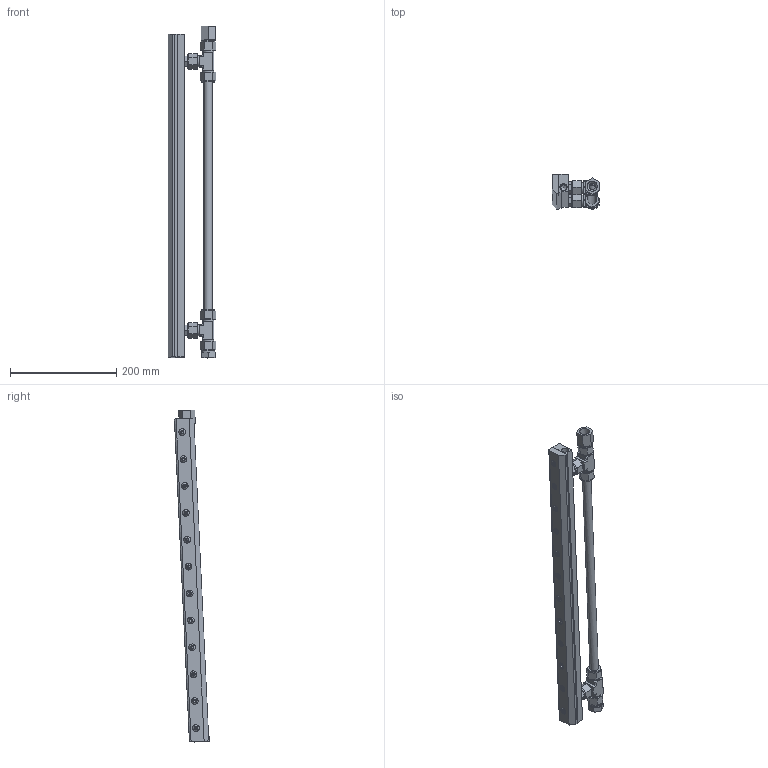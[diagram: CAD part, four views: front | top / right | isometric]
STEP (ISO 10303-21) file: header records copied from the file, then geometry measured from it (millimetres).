
FILE_DESCRIPTION(/* description */ (''),/* implementation_level */ '2;1');
FILE_NAME(/* name */ '110024SSPKI.stp',/* time_stamp */ '2017-03-07T12:32:51-05:00',/* author */ ('Adam Laub'),/* organization */ (''),/* preprocessor_version */ 'ST-DEVELOPER v16.5',/* originating_system */ 'Autodesk Inventor 2017',/* authorisation */ '');
FILE_SCHEMA (('AUTOMOTIVE_DESIGN { 1 0 10303 214 3 1 1 }'));
Length unit declared in the file: inch
Products named in the file (9): 110024SSPKI; 110024SS-B; 110024SS-C; Unbrako - 1/4 x 5/8; Air Inlet; 901657; Female Adapter; S.S. Plug; 20in Gap Pipe
Assembly tree (21 placements, depth 2):
  110024SSPKI
    110024SS-B
    110024SS-C
    Unbrako - 1/4 x 5/8  x12
    Air Inlet  x2
    901657  x2
    Female Adapter
    S.S. Plug
    20in Gap Pipe
Bounding box: 90.33 x 66.36 x 626.33 mm (x, y, z)
Volume: 729079.5 mm3; surface area: 231476 mm2
Topology: 21 solids, 21 shells, 495 faces, 1095 edges, 696 vertices
Faces by surface type: plane 327, cylinder 105, cone 39, torus 24
Full cylindrical faces by diameter (mm): 5.159 x12, 6.35 x12, 7.144 x12, 9.525 x2, 11.1 x12, 11.112 x4, 11.938 x1, 12.065 x2, 12.7 x16, 13.386 x1, 13.589 x2, 13.716 x2, 15.875 x11, 19.05 x1, 20.574 x6, 24.765 x1, 25.4 x6, 26.543 x1
Entity records: 6248 total; most frequent: DIRECTION 1094, CARTESIAN_POINT 993, ORIENTED_EDGE 818, AXIS2_PLACEMENT_3D 430, EDGE_LOOP 410, EDGE_CURVE 409, VERTEX_POINT 311, LINE 234
